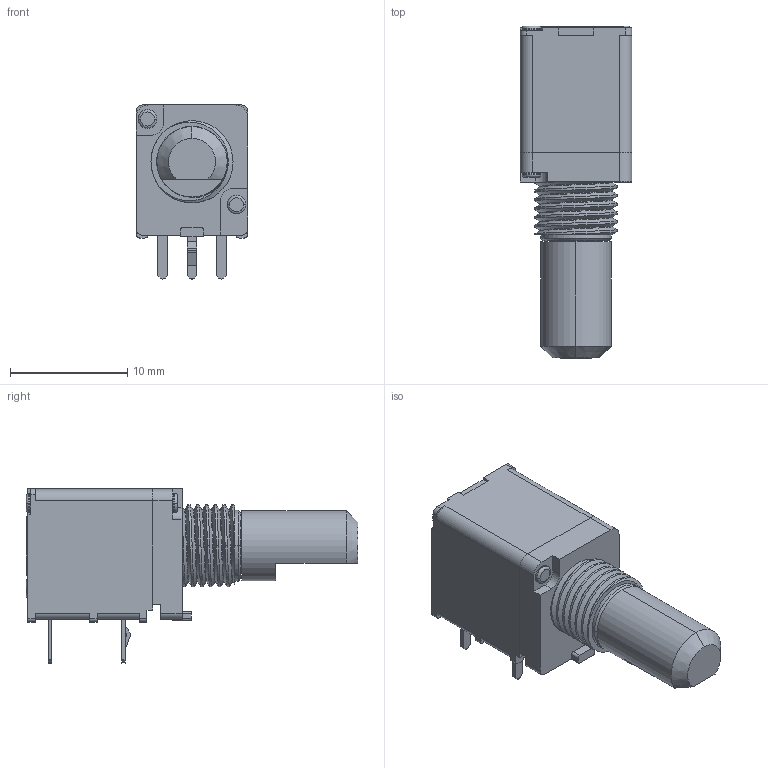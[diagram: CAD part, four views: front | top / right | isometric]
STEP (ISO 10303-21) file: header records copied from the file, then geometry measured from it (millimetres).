
FILE_DESCRIPTION (( 'STEP AP214' ), '1' );
FILE_NAME ('RK0971111-L15.STEP', '2012-02-25T02:49:26', ( '' ), ( '' ), 'SwSTEP 2.0', 'SolidWorks 2010', '' );
FILE_SCHEMA (( 'AUTOMOTIVE_DESIGN' ));
Length unit declared in the file: millimetre
Products named in the file (1): RK0971111-L15
Bounding box: 9.5 x 28.3 x 14.85 mm (x, y, z)
Volume: 1776.1 mm3; surface area: 1197.4 mm2
Topology: 1 solids, 1 shells, 210 faces, 554 edges, 361 vertices
Faces by surface type: plane 110, cylinder 77, torus 16, cone 4, bspline 3
Entity records: 10807 total; most frequent: CARTESIAN_POINT 3215, ORIENTED_EDGE 1108, DIRECTION 1102, EDGE_CURVE 554, AXIS2_PLACEMENT_3D 376, VERTEX_POINT 361, LINE 350, VECTOR 350
